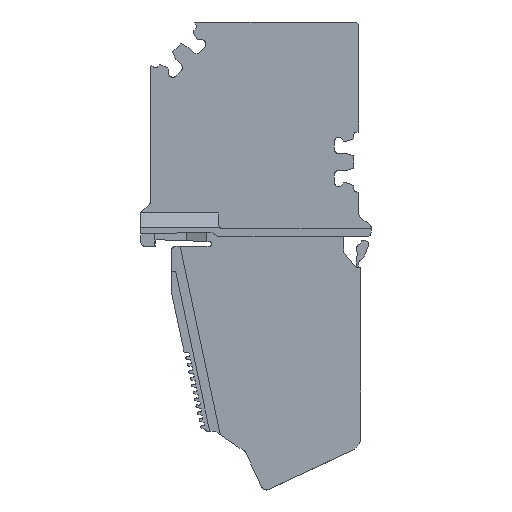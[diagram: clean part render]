
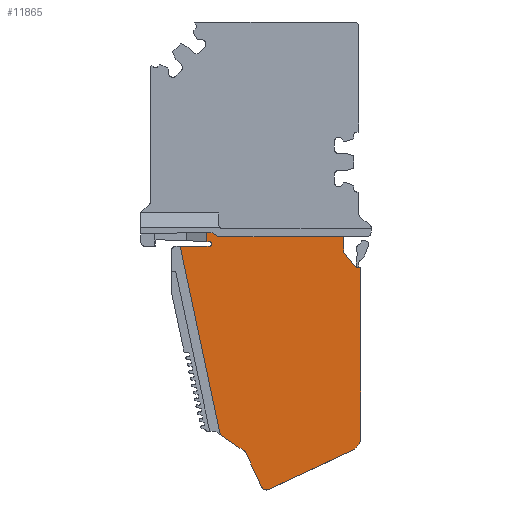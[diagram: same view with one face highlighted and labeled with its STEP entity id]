
A CAD part, left-side view. The second image highlights one B-rep face of the part: STEP entity #11865.
In plain terms, the highlighted planar face has unit normal (-1, 0, 0).
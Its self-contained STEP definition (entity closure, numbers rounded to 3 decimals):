
#35=AXIS2_PLACEMENT_3D('Plane Axis2P3D',#32,#33,#34) ;
#1509=AXIS2_PLACEMENT_3D('Circle Axis2P3D',#1507,#1508,$) ;
#1662=AXIS2_PLACEMENT_3D('Circle Axis2P3D',#1660,#1661,$) ;
#1799=AXIS2_PLACEMENT_3D('Circle Axis2P3D',#1797,#1798,$) ;
#1854=AXIS2_PLACEMENT_3D('Circle Axis2P3D',#1852,#1853,$) ;
#2047=AXIS2_PLACEMENT_3D('Circle Axis2P3D',#2045,#2046,$) ;
#32=CARTESIAN_POINT('Axis2P3D Location',(1.,0.,49.131)) ;
#1440=CARTESIAN_POINT('Vertex',(1.,1.1,23.381)) ;
#1445=CARTESIAN_POINT('Line Origine',(1.,1.1,14.458)) ;
#1449=CARTESIAN_POINT('Vertex',(1.,1.1,5.536)) ;
#1507=CARTESIAN_POINT('Axis2P3D Location',(1.,2.6,5.536)) ;
#1511=CARTESIAN_POINT('Vertex',(1.,1.966,4.177)) ;
#1592=CARTESIAN_POINT('Line Origine',(1.,6.394,2.112)) ;
#1596=CARTESIAN_POINT('Vertex',(1.,10.823,0.047)) ;
#1660=CARTESIAN_POINT('Axis2P3D Location',(1.,11.034,0.5)) ;
#1664=CARTESIAN_POINT('Vertex',(1.,11.034,0.)) ;
#1797=CARTESIAN_POINT('Axis2P3D Location',(1.,11.034,0.5)) ;
#1801=CARTESIAN_POINT('Vertex',(1.,11.487,0.289)) ;
#1821=CARTESIAN_POINT('Line Origine',(1.,12.328,2.093)) ;
#1825=CARTESIAN_POINT('Vertex',(1.,13.17,3.896)) ;
#1849=CARTESIAN_POINT('Vertex',(1.,13.343,4.1)) ;
#1852=CARTESIAN_POINT('Axis2P3D Location',(1.,13.623,3.685)) ;
#1869=CARTESIAN_POINT('Line Origine',(1.,14.6,4.947)) ;
#1873=CARTESIAN_POINT('Vertex',(1.,15.856,5.795)) ;
#2000=CARTESIAN_POINT('Vertex',(1.,20.062,25.581)) ;
#2003=CARTESIAN_POINT('Line Origine',(1.,18.656,25.581)) ;
#2007=CARTESIAN_POINT('Vertex',(1.,17.25,25.581)) ;
#2010=CARTESIAN_POINT('Line Origine',(1.,17.125,25.581)) ;
#2014=CARTESIAN_POINT('Vertex',(1.,17.,25.581)) ;
#2045=CARTESIAN_POINT('Axis2P3D Location',(1.,17.,25.831)) ;
#2049=CARTESIAN_POINT('Vertex',(1.,16.991,26.081)) ;
#2090=CARTESIAN_POINT('Line Origine',(1.,17.121,26.085)) ;
#2094=CARTESIAN_POINT('Vertex',(1.,17.25,26.09)) ;
#5561=CARTESIAN_POINT('Vertex',(1.,1.6,23.381)) ;
#5564=CARTESIAN_POINT('Line Origine',(1.,1.35,23.381)) ;
#6002=CARTESIAN_POINT('Line Origine',(1.,17.959,15.688)) ;
#6268=CARTESIAN_POINT('Line Origine',(1.,17.25,26.571)) ;
#6272=CARTESIAN_POINT('Vertex',(1.,17.25,27.052)) ;
#6824=CARTESIAN_POINT('Vertex',(1.,2.9,26.581)) ;
#6829=CARTESIAN_POINT('Line Origine',(1.,2.9,25.781)) ;
#6833=CARTESIAN_POINT('Vertex',(1.,2.9,24.981)) ;
#7294=CARTESIAN_POINT('Line Origine',(1.,2.25,24.181)) ;
#11393=CARTESIAN_POINT('Vertex',(1.,16.,26.581)) ;
#11396=CARTESIAN_POINT('Line Origine',(1.,9.45,26.581)) ;
#11689=CARTESIAN_POINT('Line Origine',(1.,17.041,27.057)) ;
#11693=CARTESIAN_POINT('Vertex',(1.,16.833,27.061)) ;
#11714=CARTESIAN_POINT('Line Origine',(1.,16.416,26.821)) ;
#33=DIRECTION('Axis2P3D Direction',(1.,-0.,0.)) ;
#34=DIRECTION('Axis2P3D XDirection',(0.,0.,-1.)) ;
#1446=DIRECTION('Vector Direction',(0.,0.,-1.)) ;
#1508=DIRECTION('Axis2P3D Direction',(-1.,0.,0.)) ;
#1593=DIRECTION('Vector Direction',(0.,0.906,-0.423)) ;
#1661=DIRECTION('Axis2P3D Direction',(1.,-0.,0.)) ;
#1798=DIRECTION('Axis2P3D Direction',(1.,0.,0.)) ;
#1822=DIRECTION('Vector Direction',(0.,0.423,0.906)) ;
#1853=DIRECTION('Axis2P3D Direction',(1.,0.,0.)) ;
#1870=DIRECTION('Vector Direction',(0.,0.829,0.559)) ;
#2004=DIRECTION('Vector Direction',(0.,-1.,0.)) ;
#2011=DIRECTION('Vector Direction',(0.,-1.,0.)) ;
#2046=DIRECTION('Axis2P3D Direction',(-1.,0.,0.)) ;
#2091=DIRECTION('Vector Direction',(0.,0.999,0.035)) ;
#5565=DIRECTION('Vector Direction',(0.,-1.,0.)) ;
#6003=DIRECTION('Vector Direction',(0.,0.208,0.978)) ;
#6269=DIRECTION('Vector Direction',(0.,0.,-1.)) ;
#6830=DIRECTION('Vector Direction',(0.,0.,-1.)) ;
#7295=DIRECTION('Vector Direction',(0.,-0.631,-0.776)) ;
#11397=DIRECTION('Vector Direction',(0.,-1.,0.)) ;
#11690=DIRECTION('Vector Direction',(0.,1.,-0.023)) ;
#11715=DIRECTION('Vector Direction',(0.,0.866,0.5)) ;
#1447=VECTOR('Line Direction',#1446,1.) ;
#1594=VECTOR('Line Direction',#1593,1.) ;
#1823=VECTOR('Line Direction',#1822,1.) ;
#1871=VECTOR('Line Direction',#1870,1.) ;
#2005=VECTOR('Line Direction',#2004,1.) ;
#2012=VECTOR('Line Direction',#2011,1.) ;
#2092=VECTOR('Line Direction',#2091,1.) ;
#5566=VECTOR('Line Direction',#5565,1.) ;
#6004=VECTOR('Line Direction',#6003,1.) ;
#6270=VECTOR('Line Direction',#6269,1.) ;
#6831=VECTOR('Line Direction',#6830,1.) ;
#7296=VECTOR('Line Direction',#7295,1.) ;
#11398=VECTOR('Line Direction',#11397,1.) ;
#11691=VECTOR('Line Direction',#11690,1.) ;
#11716=VECTOR('Line Direction',#11715,1.) ;
#11844=ORIENTED_EDGE('',*,*,#1827,.F.) ;
#11845=ORIENTED_EDGE('',*,*,#1803,.F.) ;
#11846=ORIENTED_EDGE('',*,*,#1666,.F.) ;
#11847=ORIENTED_EDGE('',*,*,#1598,.F.) ;
#11848=ORIENTED_EDGE('',*,*,#1513,.F.) ;
#11849=ORIENTED_EDGE('',*,*,#1451,.F.) ;
#11850=ORIENTED_EDGE('',*,*,#5568,.F.) ;
#11851=ORIENTED_EDGE('',*,*,#7298,.F.) ;
#11852=ORIENTED_EDGE('',*,*,#6835,.F.) ;
#11853=ORIENTED_EDGE('',*,*,#11400,.F.) ;
#11854=ORIENTED_EDGE('',*,*,#11718,.T.) ;
#11855=ORIENTED_EDGE('',*,*,#11695,.T.) ;
#11856=ORIENTED_EDGE('',*,*,#6274,.T.) ;
#11857=ORIENTED_EDGE('',*,*,#2096,.F.) ;
#11858=ORIENTED_EDGE('',*,*,#2051,.F.) ;
#11859=ORIENTED_EDGE('',*,*,#2016,.F.) ;
#11860=ORIENTED_EDGE('',*,*,#2009,.F.) ;
#11861=ORIENTED_EDGE('',*,*,#6006,.T.) ;
#11862=ORIENTED_EDGE('',*,*,#1875,.F.) ;
#11863=ORIENTED_EDGE('',*,*,#1856,.T.) ;
#11865=ADVANCED_FACE('Hauptkoerper',(#11864),#36,.F.) ;
#1510=CIRCLE('generated circle',#1509,1.5) ;
#1663=CIRCLE('generated circle',#1662,0.5) ;
#1800=CIRCLE('generated circle',#1799,0.5) ;
#1855=CIRCLE('generated circle',#1854,0.5) ;
#2048=CIRCLE('generated circle',#2047,0.25) ;
#1451=EDGE_CURVE('',#1441,#1450,#1448,.T.) ;
#1513=EDGE_CURVE('',#1450,#1512,#1510,.F.) ;
#1598=EDGE_CURVE('',#1512,#1597,#1595,.T.) ;
#1666=EDGE_CURVE('',#1597,#1665,#1663,.T.) ;
#1803=EDGE_CURVE('',#1665,#1802,#1800,.T.) ;
#1827=EDGE_CURVE('',#1802,#1826,#1824,.T.) ;
#1856=EDGE_CURVE('',#1850,#1826,#1855,.T.) ;
#1875=EDGE_CURVE('',#1850,#1874,#1872,.T.) ;
#2009=EDGE_CURVE('',#2001,#2008,#2006,.T.) ;
#2016=EDGE_CURVE('',#2008,#2015,#2013,.T.) ;
#2051=EDGE_CURVE('',#2015,#2050,#2048,.T.) ;
#2096=EDGE_CURVE('',#2050,#2095,#2093,.T.) ;
#5568=EDGE_CURVE('',#5562,#1441,#5567,.T.) ;
#6006=EDGE_CURVE('',#2001,#1874,#6005,.F.) ;
#6274=EDGE_CURVE('',#6273,#2095,#6271,.T.) ;
#6835=EDGE_CURVE('',#6825,#6834,#6832,.T.) ;
#7298=EDGE_CURVE('',#6834,#5562,#7297,.T.) ;
#11400=EDGE_CURVE('',#11394,#6825,#11399,.T.) ;
#11695=EDGE_CURVE('',#11694,#6273,#11692,.T.) ;
#11718=EDGE_CURVE('',#11394,#11694,#11717,.T.) ;
#11843=EDGE_LOOP('',(#11844,#11845,#11846,#11847,#11848,#11849,#11850,#11851,#11852,#11853,#11854,#11855,#11856,#11857,#11858,#11859,#11860,#11861,#11862,#11863)) ;
#11864=FACE_OUTER_BOUND('',#11843,.T.) ;
#1448=LINE('Line',#1445,#1447) ;
#1595=LINE('Line',#1592,#1594) ;
#1824=LINE('Line',#1821,#1823) ;
#1872=LINE('Line',#1869,#1871) ;
#2006=LINE('Line',#2003,#2005) ;
#2013=LINE('Line',#2010,#2012) ;
#2093=LINE('Line',#2090,#2092) ;
#5567=LINE('Line',#5564,#5566) ;
#6005=LINE('Line',#6002,#6004) ;
#6271=LINE('Line',#6268,#6270) ;
#6832=LINE('Line',#6829,#6831) ;
#7297=LINE('Line',#7294,#7296) ;
#11399=LINE('Line',#11396,#11398) ;
#11692=LINE('Line',#11689,#11691) ;
#11717=LINE('Line',#11714,#11716) ;
#36=PLANE('',#35) ;
#1441=VERTEX_POINT('',#1440) ;
#1450=VERTEX_POINT('',#1449) ;
#1512=VERTEX_POINT('',#1511) ;
#1597=VERTEX_POINT('',#1596) ;
#1665=VERTEX_POINT('',#1664) ;
#1802=VERTEX_POINT('',#1801) ;
#1826=VERTEX_POINT('',#1825) ;
#1850=VERTEX_POINT('',#1849) ;
#1874=VERTEX_POINT('',#1873) ;
#2001=VERTEX_POINT('',#2000) ;
#2008=VERTEX_POINT('',#2007) ;
#2015=VERTEX_POINT('',#2014) ;
#2050=VERTEX_POINT('',#2049) ;
#2095=VERTEX_POINT('',#2094) ;
#5562=VERTEX_POINT('',#5561) ;
#6273=VERTEX_POINT('',#6272) ;
#6825=VERTEX_POINT('',#6824) ;
#6834=VERTEX_POINT('',#6833) ;
#11394=VERTEX_POINT('',#11393) ;
#11694=VERTEX_POINT('',#11693) ;
